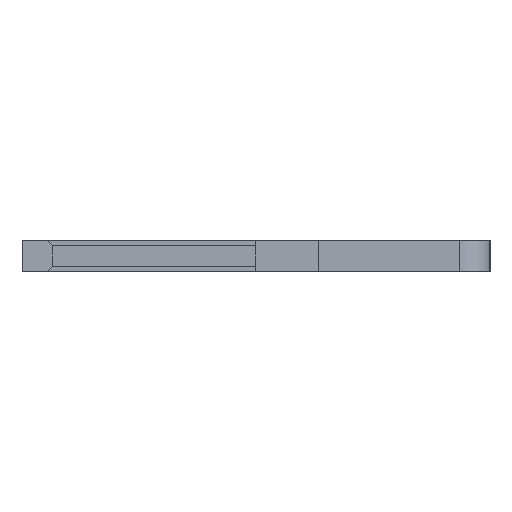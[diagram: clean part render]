
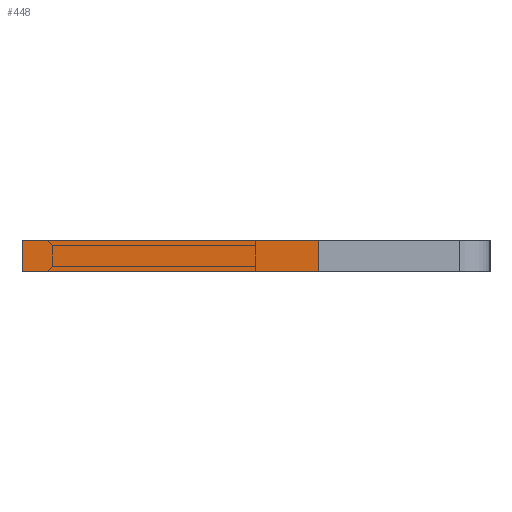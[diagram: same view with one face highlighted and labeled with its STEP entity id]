
A CAD part, left-side view. The second image highlights one B-rep face of the part: STEP entity #448.
In plain terms, the highlighted face is planar.
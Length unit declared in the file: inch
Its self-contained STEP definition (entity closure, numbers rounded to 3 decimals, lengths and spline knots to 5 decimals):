
#65 = LINE ( 'NONE', #1875, #1490 ) ;
#177 = CARTESIAN_POINT ( 'NONE',  ( 0.01, -0.04, -0.04 ) ) ;
#277 = ORIENTED_EDGE ( 'NONE', *, *, #2578, .F. ) ;
#448 = ADVANCED_FACE ( 'NONE', ( #3465 ), #2388, .F. ) ;
#486 = LINE ( 'NONE', #1373, #2280 ) ;
#546 = CARTESIAN_POINT ( 'NONE',  ( 0.01, 0.15, -0.04 ) ) ;
#608 = DIRECTION ( 'NONE',  ( -1., 0., 0. ) ) ;
#908 = VECTOR ( 'NONE', #2746, 39.37008 ) ;
#956 = VERTEX_POINT ( 'NONE', #2704 ) ;
#1022 = VECTOR ( 'NONE', #608, 39.37008 ) ;
#1145 = CARTESIAN_POINT ( 'NONE',  ( -0.01, 0.15, -0.04 ) ) ;
#1283 = EDGE_CURVE ( 'NONE', #956, #3503, #486, .T. ) ;
#1373 = CARTESIAN_POINT ( 'NONE',  ( -0.01, 0.15, -0.04 ) ) ;
#1452 = DIRECTION ( 'NONE',  ( 0., 1., 0. ) ) ;
#1490 = VECTOR ( 'NONE', #1593, 39.37008 ) ;
#1520 = VERTEX_POINT ( 'NONE', #546 ) ;
#1549 = CARTESIAN_POINT ( 'NONE',  ( 0.01, 0.15, -0.04 ) ) ;
#1593 = DIRECTION ( 'NONE',  ( 0., 1., 0. ) ) ;
#1647 = LINE ( 'NONE', #1890, #908 ) ;
#1864 = LINE ( 'NONE', #2556, #1022 ) ;
#1875 = CARTESIAN_POINT ( 'NONE',  ( 0.01, 0.15, -0.04 ) ) ;
#1890 = CARTESIAN_POINT ( 'NONE',  ( 0.01, 0.15, -0.04 ) ) ;
#2192 = ORIENTED_EDGE ( 'NONE', *, *, #2769, .F. ) ;
#2280 = VECTOR ( 'NONE', #1452, 39.37008 ) ;
#2388 = PLANE ( 'NONE',  #2698 ) ;
#2403 = VERTEX_POINT ( 'NONE', #177 ) ;
#2539 = ORIENTED_EDGE ( 'NONE', *, *, #1283, .T. ) ;
#2556 = CARTESIAN_POINT ( 'NONE',  ( 0.01, -0.04, -0.04 ) ) ;
#2578 = EDGE_CURVE ( 'NONE', #1520, #3503, #1647, .T. ) ;
#2595 = EDGE_LOOP ( 'NONE', ( #2539, #277, #2192, #3372 ) ) ;
#2646 = DIRECTION ( 'NONE',  ( 0., 0., 1. ) ) ;
#2662 = DIRECTION ( 'NONE',  ( 1., 0., 0. ) ) ;
#2698 = AXIS2_PLACEMENT_3D ( 'NONE', #1549, #2646, #2662 ) ;
#2704 = CARTESIAN_POINT ( 'NONE',  ( -0.01, -0.04, -0.04 ) ) ;
#2746 = DIRECTION ( 'NONE',  ( -1., 0., 0. ) ) ;
#2769 = EDGE_CURVE ( 'NONE', #2403, #1520, #65, .T. ) ;
#3372 = ORIENTED_EDGE ( 'NONE', *, *, #3516, .T. ) ;
#3465 = FACE_OUTER_BOUND ( 'NONE', #2595, .T. ) ;
#3503 = VERTEX_POINT ( 'NONE', #1145 ) ;
#3516 = EDGE_CURVE ( 'NONE', #2403, #956, #1864, .T. ) ;
